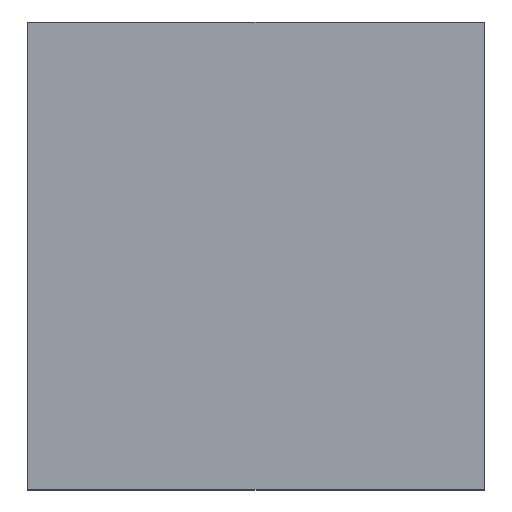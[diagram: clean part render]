
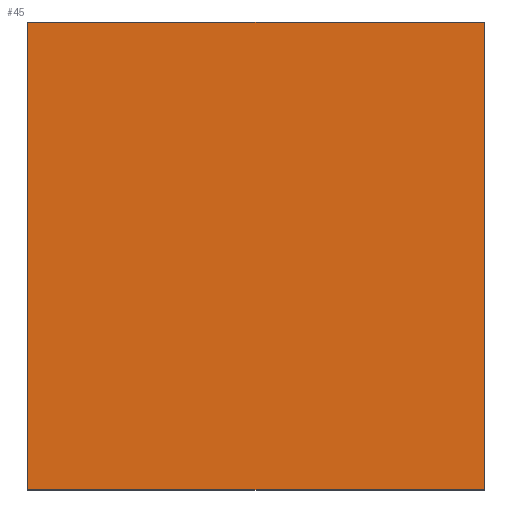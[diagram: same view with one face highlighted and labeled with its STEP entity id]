
A CAD part, top view. The second image highlights one B-rep face of the part: STEP entity #45.
In plain terms, the highlighted planar face has unit normal (0, 0, 1).
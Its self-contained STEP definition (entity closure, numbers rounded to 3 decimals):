
#5 = EDGE_CURVE ( 'NONE', #57, #168, #46, .T. ) ;
#13 = ORIENTED_EDGE ( 'NONE', *, *, #170, .T. ) ;
#27 = CARTESIAN_POINT ( 'NONE',  ( -170.25, 174.5, 0. ) ) ;
#32 = CARTESIAN_POINT ( 'NONE',  ( 0., 0., 0. ) ) ;
#33 = FACE_OUTER_BOUND ( 'NONE', #41, .T. ) ;
#41 = EDGE_LOOP ( 'NONE', ( #93, #155, #89, #13 ) ) ;
#42 = LINE ( 'NONE', #198, #191 ) ;
#45 = ADVANCED_FACE ( 'NONE', ( #33 ), #161, .F. ) ;
#46 = LINE ( 'NONE', #63, #58 ) ;
#47 = CARTESIAN_POINT ( 'NONE',  ( 170.25, -174.5, 0. ) ) ;
#52 = CARTESIAN_POINT ( 'NONE',  ( 170.25, 174.5, 0. ) ) ;
#54 = EDGE_CURVE ( 'NONE', #168, #178, #147, .T. ) ;
#56 = CARTESIAN_POINT ( 'NONE',  ( -170.25, -174.5, 0. ) ) ;
#57 = VERTEX_POINT ( 'NONE', #52 ) ;
#58 = VECTOR ( 'NONE', #153, 1000. ) ;
#63 = CARTESIAN_POINT ( 'NONE',  ( -170.25, 174.5, 0. ) ) ;
#68 = DIRECTION ( 'NONE',  ( -1., 0., 0. ) ) ;
#74 = VECTOR ( 'NONE', #160, 1000. ) ;
#89 = ORIENTED_EDGE ( 'NONE', *, *, #54, .T. ) ;
#92 = AXIS2_PLACEMENT_3D ( 'NONE', #32, #148, #68 ) ;
#93 = ORIENTED_EDGE ( 'NONE', *, *, #176, .T. ) ;
#103 = VECTOR ( 'NONE', #124, 1000. ) ;
#121 = CARTESIAN_POINT ( 'NONE',  ( -170.25, -174.5, 0. ) ) ;
#124 = DIRECTION ( 'NONE',  ( 1., 0., 0. ) ) ;
#130 = VERTEX_POINT ( 'NONE', #47 ) ;
#147 = LINE ( 'NONE', #121, #74 ) ;
#148 = DIRECTION ( 'NONE',  ( 0., 0., -1. ) ) ;
#153 = DIRECTION ( 'NONE',  ( -1., 0., 0. ) ) ;
#155 = ORIENTED_EDGE ( 'NONE', *, *, #5, .T. ) ;
#160 = DIRECTION ( 'NONE',  ( 0., -1., 0. ) ) ;
#161 = PLANE ( 'NONE',  #92 ) ;
#168 = VERTEX_POINT ( 'NONE', #27 ) ;
#170 = EDGE_CURVE ( 'NONE', #178, #130, #182, .T. ) ;
#176 = EDGE_CURVE ( 'NONE', #130, #57, #42, .T. ) ;
#178 = VERTEX_POINT ( 'NONE', #56 ) ;
#182 = LINE ( 'NONE', #194, #103 ) ;
#189 = DIRECTION ( 'NONE',  ( 0., 1., 0. ) ) ;
#191 = VECTOR ( 'NONE', #189, 1000. ) ;
#194 = CARTESIAN_POINT ( 'NONE',  ( -170.25, -174.5, 0. ) ) ;
#198 = CARTESIAN_POINT ( 'NONE',  ( 170.25, -174.5, 0. ) ) ;
